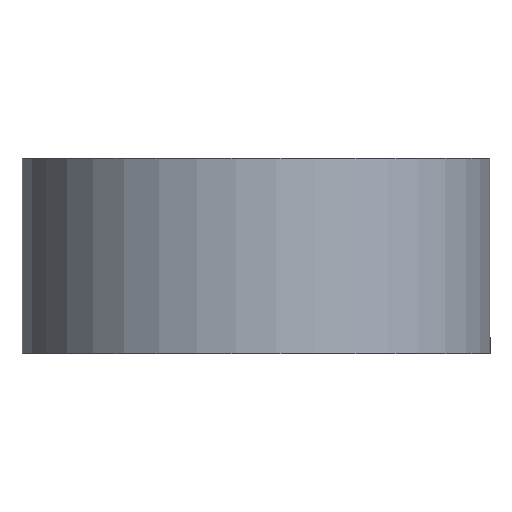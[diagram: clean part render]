
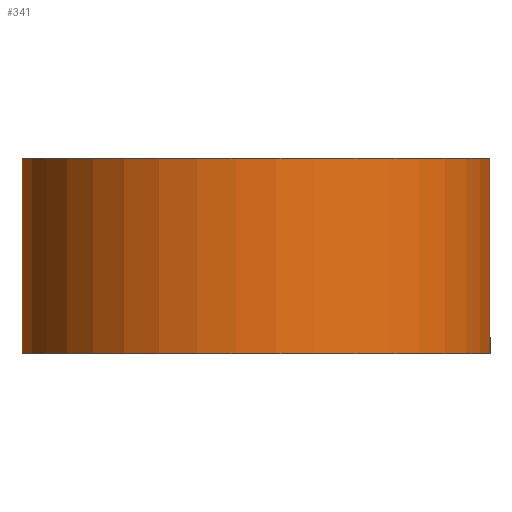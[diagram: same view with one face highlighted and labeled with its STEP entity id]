
A CAD part, left-side view. The second image highlights one B-rep face of the part: STEP entity #341.
In plain terms, the highlighted cylindrical face has radius 6 mm (diameter 12 mm), a partial arc.
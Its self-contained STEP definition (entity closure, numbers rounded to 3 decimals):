
#47=FACE_OUTER_BOUND('',#69,.T.);
#69=EDGE_LOOP('',(#298,#299,#300,#301));
#95=LINE('',#579,#123);
#100=LINE('',#590,#128);
#123=VECTOR('',#480,10.);
#128=VECTOR('',#491,10.);
#139=CIRCLE('',#373,6.);
#146=CIRCLE('',#392,6.);
#162=VERTEX_POINT('',#538);
#163=VERTEX_POINT('',#540);
#173=VERTEX_POINT('',#578);
#176=VERTEX_POINT('',#588);
#196=EDGE_CURVE('',#162,#163,#139,.T.);
#215=EDGE_CURVE('',#173,#163,#95,.T.);
#221=EDGE_CURVE('',#162,#176,#100,.T.);
#222=EDGE_CURVE('',#173,#176,#146,.T.);
#298=ORIENTED_EDGE('',*,*,#221,.T.);
#299=ORIENTED_EDGE('',*,*,#222,.F.);
#300=ORIENTED_EDGE('',*,*,#215,.T.);
#301=ORIENTED_EDGE('',*,*,#196,.F.);
#323=CYLINDRICAL_SURFACE('',#391,6.);
#341=ADVANCED_FACE('',(#47),#323,.T.);
#373=AXIS2_PLACEMENT_3D('',#541,#437,#438);
#391=AXIS2_PLACEMENT_3D('',#591,#492,#493);
#392=AXIS2_PLACEMENT_3D('',#592,#494,#495);
#437=DIRECTION('center_axis',(0.,0.,1.));
#438=DIRECTION('ref_axis',(0.05,0.999,0.));
#480=DIRECTION('',(0.,0.,1.));
#491=DIRECTION('',(0.,0.,-1.));
#492=DIRECTION('center_axis',(0.,0.,-1.));
#493=DIRECTION('ref_axis',(-1.,0.,0.));
#494=DIRECTION('center_axis',(0.,0.,-1.));
#495=DIRECTION('ref_axis',(-1.,0.,0.));
#538=CARTESIAN_POINT('',(0.3,5.992,44.25));
#540=CARTESIAN_POINT('',(0.3,-5.992,44.25));
#541=CARTESIAN_POINT('Origin',(0.,0.,
44.25));
#578=CARTESIAN_POINT('',(0.3,-5.992,39.25));
#579=CARTESIAN_POINT('',(0.3,-5.992,43.25));
#588=CARTESIAN_POINT('',(0.3,5.992,39.25));
#590=CARTESIAN_POINT('',(0.3,5.992,43.25));
#591=CARTESIAN_POINT('Origin',(0.,0.,43.25));
#592=CARTESIAN_POINT('Origin',(0.,0.,39.25));
